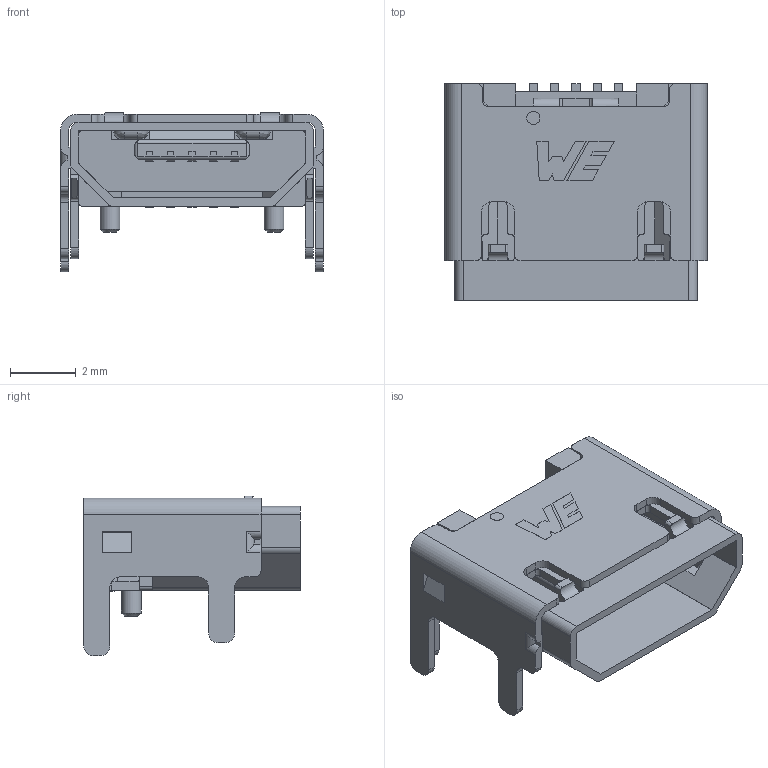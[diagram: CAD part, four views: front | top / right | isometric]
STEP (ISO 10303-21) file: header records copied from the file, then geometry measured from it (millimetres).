
FILE_DESCRIPTION(/* description */ (''),/* implementation_level */ '2;1');
FILE_NAME(/* name */ 'Würth Elektronik 629105150521.stp',/* time_stamp */ '2020-08-07T00:33:10-04:00',/* author */ ('Ricardo'),/* organization */ (''),/* preprocessor_version */ 'ST-DEVELOPER v18',/* originating_system */ 'Autodesk Inventor 2020',/* authorisation */ '');
FILE_SCHEMA (('AUTOMOTIVE_DESIGN { 1 0 10303 214 3 1 1 }'));
Length unit declared in the file: millimetre
Products named in the file (8): Würth Elektronik 629105150521; base; 629105150521_Pin1; 629105150521_Housing; 629105150521_Pin2; 629105150521_Shielding; 629105150521_Shielding2; logo
Assembly tree (10 placements, depth 3):
  Würth Elektronik 629105150521
    base
      629105150521_Pin1  x4
      629105150521_Housing
      629105150521_Pin2
      629105150521_Shielding
      629105150521_Shielding2
    logo
Bounding box: 8 x 6.6 x 4.86 mm (x, y, z)
Volume: 77.6 mm3; surface area: 531.3 mm2
Topology: 11 solids, 11 shells, 632 faces, 1823 edges, 1190 vertices
Faces by surface type: plane 409, cylinder 191, bspline 22, torus 8, cone 2
Full cylindrical faces by diameter (mm): 0.4 x1, 0.6 x2
Entity records: 19919 total; most frequent: CARTESIAN_POINT 4159, ORIENTED_EDGE 3340, DIRECTION 3118, EDGE_CURVE 1670, LINE 1268, VECTOR 1268, VERTEX_POINT 1088, AXIS2_PLACEMENT_3D 925
